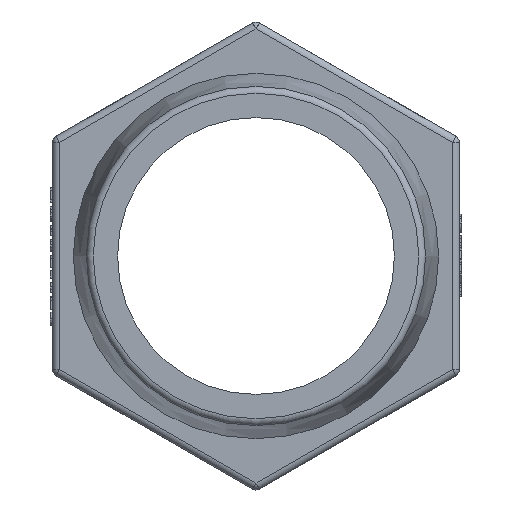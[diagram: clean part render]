
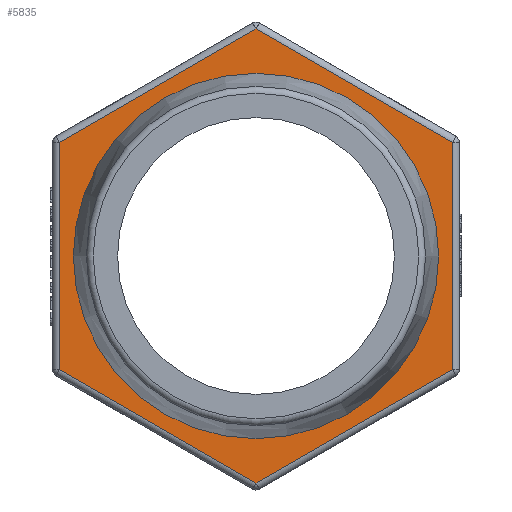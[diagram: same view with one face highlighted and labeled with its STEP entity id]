
A CAD part, left-side view. The second image highlights one B-rep face of the part: STEP entity #5835.
In plain terms, the highlighted planar face has unit normal (-1, 0, 0).
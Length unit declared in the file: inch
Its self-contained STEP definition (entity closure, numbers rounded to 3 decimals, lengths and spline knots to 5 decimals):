
#154=FACE_BOUND('',#763,.T.);
#181=PLANE('',#6242);
#410=FACE_OUTER_BOUND('',#762,.T.);
#762=EDGE_LOOP('',(#4192,#4193,#4194,#4195,#4196,#4197));
#763=EDGE_LOOP('',(#4198));
#1127=CIRCLE('',#6243,0.755);
#1468=LINE('',#8244,#2008);
#1470=LINE('',#8252,#2010);
#1472=LINE('',#8260,#2012);
#1474=LINE('',#8268,#2014);
#1476=LINE('',#8278,#2016);
#1478=LINE('',#8289,#2018);
#2008=VECTOR('',#6534,0.3937);
#2010=VECTOR('',#6542,0.3937);
#2012=VECTOR('',#6550,0.3937);
#2014=VECTOR('',#6558,0.3937);
#2016=VECTOR('',#6570,0.3937);
#2018=VECTOR('',#6586,0.3937);
#2565=VERTEX_POINT('',#8241);
#2566=VERTEX_POINT('',#8243);
#2569=VERTEX_POINT('',#8251);
#2572=VERTEX_POINT('',#8259);
#2575=VERTEX_POINT('',#8267);
#2578=VERTEX_POINT('',#8277);
#2661=VERTEX_POINT('',#8566);
#3153=EDGE_CURVE('',#2565,#2566,#1468,.T.);
#3157=EDGE_CURVE('',#2566,#2569,#1470,.T.);
#3161=EDGE_CURVE('',#2569,#2572,#1472,.T.);
#3165=EDGE_CURVE('',#2572,#2575,#1474,.T.);
#3170=EDGE_CURVE('',#2575,#2578,#1476,.T.);
#3176=EDGE_CURVE('',#2578,#2565,#1478,.T.);
#3267=EDGE_CURVE('',#2661,#2661,#1127,.T.);
#4192=ORIENTED_EDGE('',*,*,#3153,.F.);
#4193=ORIENTED_EDGE('',*,*,#3176,.F.);
#4194=ORIENTED_EDGE('',*,*,#3170,.F.);
#4195=ORIENTED_EDGE('',*,*,#3165,.F.);
#4196=ORIENTED_EDGE('',*,*,#3161,.F.);
#4197=ORIENTED_EDGE('',*,*,#3157,.F.);
#4198=ORIENTED_EDGE('',*,*,#3267,.F.);
#5835=ADVANCED_FACE('',(#410,#154),#181,.T.);
#6242=AXIS2_PLACEMENT_3D('',#8565,#6672,#6673);
#6243=AXIS2_PLACEMENT_3D('',#8567,#6674,#6675);
#6534=DIRECTION('',(0.,0.,1.));
#6542=DIRECTION('',(0.,-0.866,0.5));
#6550=DIRECTION('',(0.,-0.866,-0.5));
#6558=DIRECTION('',(0.,0.,-1.));
#6570=DIRECTION('',(0.,0.866,-0.5));
#6586=DIRECTION('',(0.,0.866,0.5));
#6672=DIRECTION('center_axis',(-1.,0.,0.));
#6673=DIRECTION('ref_axis',(0.,0.,1.));
#6674=DIRECTION('center_axis',(-1.,0.,0.));
#6675=DIRECTION('ref_axis',(0.,-1.,0.));
#8241=CARTESIAN_POINT('',(2.47,0.845,-0.48786));
#8243=CARTESIAN_POINT('',(2.47,0.845,0.48786));
#8244=CARTESIAN_POINT('',(2.47,0.845,0.25259));
#8251=CARTESIAN_POINT('',(2.47,0.,0.97572));
#8252=CARTESIAN_POINT('',(2.47,0.49531,0.68975));
#8259=CARTESIAN_POINT('',(2.47,-0.845,0.48786));
#8260=CARTESIAN_POINT('',(2.47,-0.34969,0.77383));
#8267=CARTESIAN_POINT('',(2.47,-0.845,-0.48786));
#8268=CARTESIAN_POINT('',(2.47,-0.845,-0.25259));
#8277=CARTESIAN_POINT('',(2.47,0.,-0.97572));
#8278=CARTESIAN_POINT('',(2.47,0.08781,-1.02642));
#8289=CARTESIAN_POINT('',(2.47,0.93281,-0.43716));
#8565=CARTESIAN_POINT('Origin',(2.47,0.7775,0.));
#8566=CARTESIAN_POINT('',(2.47,0.,0.755));
#8567=CARTESIAN_POINT('Origin',(2.47,0.,0.));
